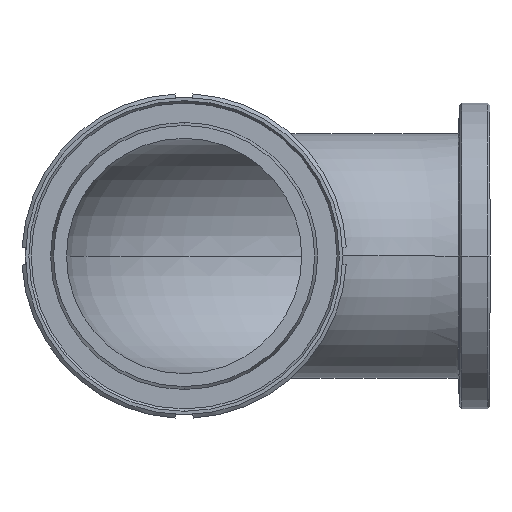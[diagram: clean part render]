
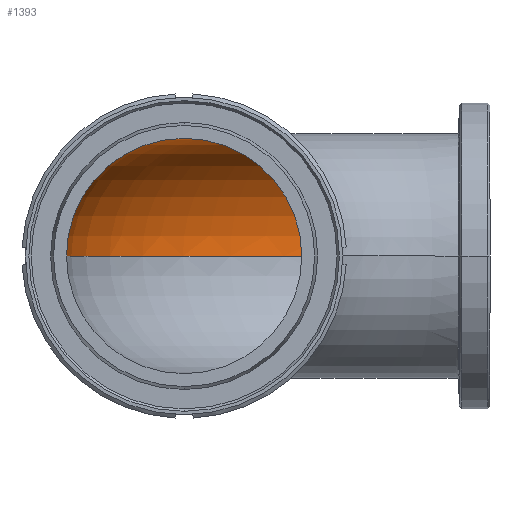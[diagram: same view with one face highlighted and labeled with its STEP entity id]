
A CAD part, front view. The second image highlights one B-rep face of the part: STEP entity #1393.
In plain terms, the highlighted toroidal (fillet/blend) face has major radius 119 mm and minor radius 50 mm.
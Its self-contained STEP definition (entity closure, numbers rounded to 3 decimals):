
#33 = CIRCLE ( 'NONE', #1848, 50. ) ;
#81 = ORIENTED_EDGE ( 'NONE', *, *, #1728, .T. ) ;
#198 = CIRCLE ( 'NONE', #1663, 50. ) ;
#222 = CIRCLE ( 'NONE', #1978, 50. ) ;
#291 = CARTESIAN_POINT ( 'NONE',  ( 119., 2., 0. ) ) ;
#378 = AXIS2_PLACEMENT_3D ( 'NONE', #447, #971, #1642 ) ;
#405 = CARTESIAN_POINT ( 'NONE',  ( 0., 2., 0. ) ) ;
#426 = CARTESIAN_POINT ( 'NONE',  ( 119., 121., 0. ) ) ;
#447 = CARTESIAN_POINT ( 'NONE',  ( 119., 2., 0. ) ) ;
#509 = DIRECTION ( 'NONE',  ( 0., 0., 1. ) ) ;
#516 = VERTEX_POINT ( 'NONE', #1439 ) ;
#588 = FACE_OUTER_BOUND ( 'NONE', #1542, .T. ) ;
#594 = DIRECTION ( 'NONE',  ( 0., -1., 0. ) ) ;
#601 = DIRECTION ( 'NONE',  ( 0., 0., 1. ) ) ;
#626 = CIRCLE ( 'NONE', #1172, 69. ) ;
#651 = VERTEX_POINT ( 'NONE', #1776 ) ;
#705 = CIRCLE ( 'NONE', #378, 169. ) ;
#746 = ORIENTED_EDGE ( 'NONE', *, *, #754, .F. ) ;
#754 = EDGE_CURVE ( 'NONE', #516, #2171, #198, .T. ) ;
#770 = DIRECTION ( 'NONE',  ( 0., 0., -1. ) ) ;
#791 = DIRECTION ( 'NONE',  ( 0., 0., -1. ) ) ;
#800 = EDGE_CURVE ( 'NONE', #651, #516, #626, .T. ) ;
#801 = DIRECTION ( 'NONE',  ( -1., 0., 0. ) ) ;
#827 = CARTESIAN_POINT ( 'NONE',  ( 0., 2., 50. ) ) ;
#870 = EDGE_CURVE ( 'NONE', #1999, #2171, #705, .T. ) ;
#930 = DIRECTION ( 'NONE',  ( 0., 0., 1. ) ) ;
#971 = DIRECTION ( 'NONE',  ( 0., 0., -1. ) ) ;
#1000 = ORIENTED_EDGE ( 'NONE', *, *, #870, .T. ) ;
#1075 = VERTEX_POINT ( 'NONE', #827 ) ;
#1112 = CARTESIAN_POINT ( 'NONE',  ( 119., 2., 0. ) ) ;
#1172 = AXIS2_PLACEMENT_3D ( 'NONE', #291, #791, #801 ) ;
#1300 = DIRECTION ( 'NONE',  ( -1., 0., 0. ) ) ;
#1315 = CARTESIAN_POINT ( 'NONE',  ( -50., 2., 0. ) ) ;
#1393 = ADVANCED_FACE ( 'NONE', ( #588 ), #2079, .F. ) ;
#1439 = CARTESIAN_POINT ( 'NONE',  ( 119., 71., 0. ) ) ;
#1451 = DIRECTION ( 'NONE',  ( -1., 0., 0. ) ) ;
#1483 = ORIENTED_EDGE ( 'NONE', *, *, #2185, .T. ) ;
#1542 = EDGE_LOOP ( 'NONE', ( #81, #1000, #746, #2159, #1483 ) ) ;
#1642 = DIRECTION ( 'NONE',  ( -1., 0., 0. ) ) ;
#1663 = AXIS2_PLACEMENT_3D ( 'NONE', #426, #1300, #601 ) ;
#1728 = EDGE_CURVE ( 'NONE', #1075, #1999, #222, .T. ) ;
#1776 = CARTESIAN_POINT ( 'NONE',  ( 50., 2., 0. ) ) ;
#1848 = AXIS2_PLACEMENT_3D ( 'NONE', #405, #594, #930 ) ;
#1855 = AXIS2_PLACEMENT_3D ( 'NONE', #1112, #770, #1451 ) ;
#1978 = AXIS2_PLACEMENT_3D ( 'NONE', #2187, #2040, #509 ) ;
#1999 = VERTEX_POINT ( 'NONE', #1315 ) ;
#2040 = DIRECTION ( 'NONE',  ( 0., -1., 0. ) ) ;
#2079 = TOROIDAL_SURFACE ( 'NONE', #1855, 119., 50. ) ;
#2124 = CARTESIAN_POINT ( 'NONE',  ( 119., 171., 0. ) ) ;
#2159 = ORIENTED_EDGE ( 'NONE', *, *, #800, .F. ) ;
#2171 = VERTEX_POINT ( 'NONE', #2124 ) ;
#2185 = EDGE_CURVE ( 'NONE', #651, #1075, #33, .T. ) ;
#2187 = CARTESIAN_POINT ( 'NONE',  ( 0., 2., 0. ) ) ;
